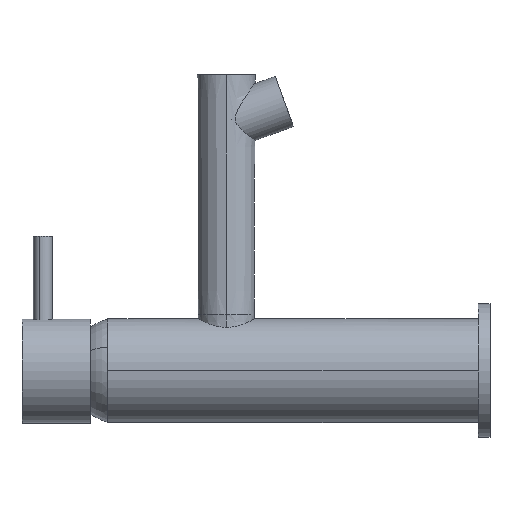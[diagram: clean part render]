
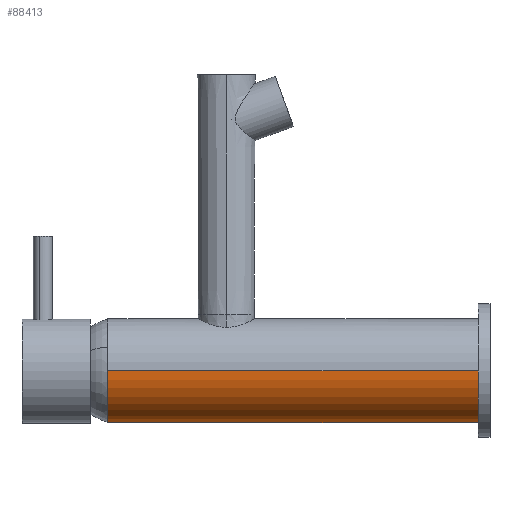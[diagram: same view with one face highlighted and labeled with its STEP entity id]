
A CAD part, left-side view. The second image highlights one B-rep face of the part: STEP entity #88413.
In plain terms, the highlighted cylindrical face has radius 17.5 mm (diameter 35 mm), a partial arc.
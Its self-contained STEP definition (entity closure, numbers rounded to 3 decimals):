
#277 = ORIENTED_EDGE ( 'NONE', *, *, #6547, .T. ) ;
#2022 = CARTESIAN_POINT ( 'NONE',  ( 0., 125., 0. ) ) ;
#3453 = CIRCLE ( 'NONE', #26831, 17.5 ) ;
#6547 = EDGE_CURVE ( 'NONE', #51509, #51977, #29556, .T. ) ;
#7779 = AXIS2_PLACEMENT_3D ( 'NONE', #56053, #32388, #34276 ) ;
#18942 = ORIENTED_EDGE ( 'NONE', *, *, #30137, .F. ) ;
#18960 = AXIS2_PLACEMENT_3D ( 'NONE', #90846, #30825, #52085 ) ;
#23575 = CYLINDRICAL_SURFACE ( 'NONE', #18960, 17.5 ) ;
#26467 = EDGE_LOOP ( 'NONE', ( #18942, #67389, #34025, #277 ) ) ;
#26702 = CARTESIAN_POINT ( 'NONE',  ( 17.5, 0., 0. ) ) ;
#26831 = AXIS2_PLACEMENT_3D ( 'NONE', #2022, #52455, #52948 ) ;
#28011 = VECTOR ( 'NONE', #78662, 1000. ) ;
#28640 = LINE ( 'NONE', #94478, #72427 ) ;
#29556 = CIRCLE ( 'NONE', #7779, 17.5 ) ;
#30137 = EDGE_CURVE ( 'NONE', #68743, #51977, #79152, .T. ) ;
#30825 = DIRECTION ( 'NONE',  ( 0., -1., 0. ) ) ;
#32388 = DIRECTION ( 'NONE',  ( 0., 1., 0. ) ) ;
#34025 = ORIENTED_EDGE ( 'NONE', *, *, #53469, .T. ) ;
#34276 = DIRECTION ( 'NONE',  ( -1., 0., 0. ) ) ;
#42973 = VERTEX_POINT ( 'NONE', #88748 ) ;
#51509 = VERTEX_POINT ( 'NONE', #26702 ) ;
#51977 = VERTEX_POINT ( 'NONE', #67714 ) ;
#52085 = DIRECTION ( 'NONE',  ( 1., 0., 0. ) ) ;
#52455 = DIRECTION ( 'NONE',  ( 0., 1., 0. ) ) ;
#52948 = DIRECTION ( 'NONE',  ( -1., 0., 0. ) ) ;
#53469 = EDGE_CURVE ( 'NONE', #42973, #51509, #28640, .T. ) ;
#56053 = CARTESIAN_POINT ( 'NONE',  ( 0., 0., 0. ) ) ;
#57776 = EDGE_CURVE ( 'NONE', #42973, #68743, #3453, .T. ) ;
#62739 = CARTESIAN_POINT ( 'NONE',  ( -17.5, 125., 0. ) ) ;
#66758 = CARTESIAN_POINT ( 'NONE',  ( -17.5, 125., 0. ) ) ;
#67389 = ORIENTED_EDGE ( 'NONE', *, *, #57776, .F. ) ;
#67714 = CARTESIAN_POINT ( 'NONE',  ( -17.5, 0., 0. ) ) ;
#68743 = VERTEX_POINT ( 'NONE', #66758 ) ;
#72427 = VECTOR ( 'NONE', #74144, 1000. ) ;
#74144 = DIRECTION ( 'NONE',  ( 0., -1., 0. ) ) ;
#76357 = FACE_OUTER_BOUND ( 'NONE', #26467, .T. ) ;
#78662 = DIRECTION ( 'NONE',  ( 0., -1., 0. ) ) ;
#79152 = LINE ( 'NONE', #62739, #28011 ) ;
#88413 = ADVANCED_FACE ( 'NONE', ( #76357 ), #23575, .T. ) ;
#88748 = CARTESIAN_POINT ( 'NONE',  ( 17.5, 125., 0. ) ) ;
#90846 = CARTESIAN_POINT ( 'NONE',  ( 0., 125., 0. ) ) ;
#94478 = CARTESIAN_POINT ( 'NONE',  ( 17.5, 125., 0. ) ) ;
